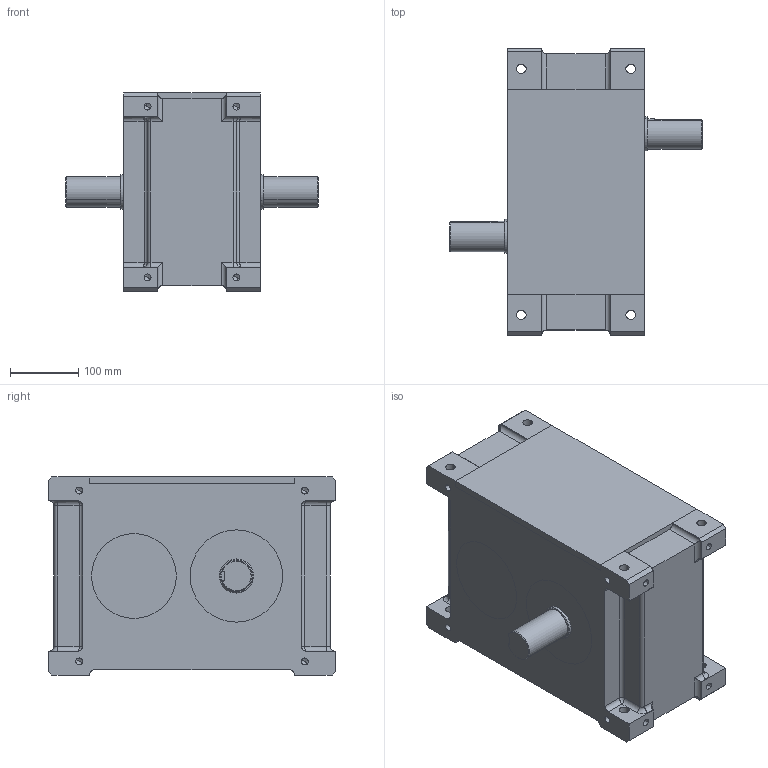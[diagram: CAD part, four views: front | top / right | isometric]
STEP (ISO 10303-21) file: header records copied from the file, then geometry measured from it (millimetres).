
FILE_DESCRIPTION(('CATIA V5 STEP Exchange'),'2;1');
FILE_NAME('P150DSOUT.stp','2013-07-17T03:29:33+00:00',('none'),('none'),'CATIA Version 5 Release 18 SP 6 (IN-10)','CATIA V5 STEP AP203','none');
FILE_SCHEMA(('CONFIG_CONTROL_DESIGN'));
Length unit declared in the file: millimetre
Products named in the file (1): PU150DSOUT
Bounding box: 370 x 420 x 290 mm (x, y, z)
Volume: 21807657.6 mm3; surface area: 843850.8 mm2
Topology: 8 solids, 8 shells, 280 faces, 688 edges, 406 vertices
Faces by surface type: cylinder 124, plane 98, cone 42, bspline 8, torus 8
Entity records: 8342 total; most frequent: CARTESIAN_POINT 2551, ORIENTED_EDGE 1296, DIRECTION 903, EDGE_CURVE 648, VERTEX_POINT 406, AXIS2_PLACEMENT_3D 375, VECTOR 372, LINE 372
